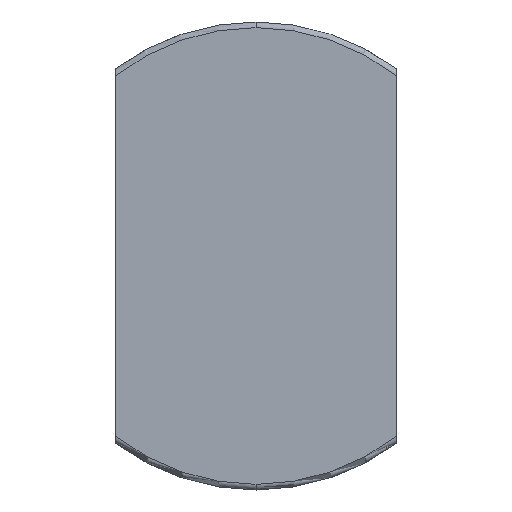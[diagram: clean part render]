
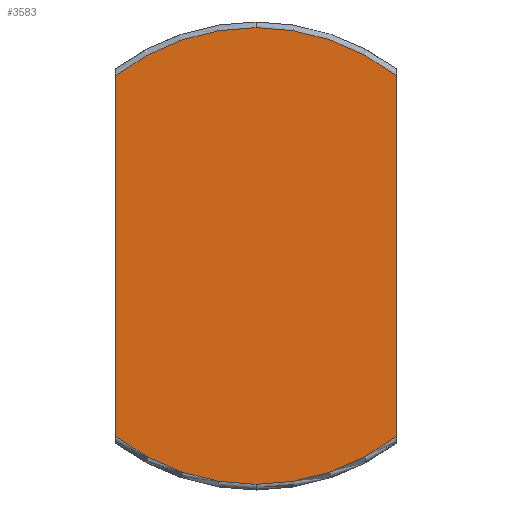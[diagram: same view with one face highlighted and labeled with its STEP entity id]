
A CAD part, front view. The second image highlights one B-rep face of the part: STEP entity #3583.
In plain terms, the highlighted planar face has unit normal (0, -1, 0).
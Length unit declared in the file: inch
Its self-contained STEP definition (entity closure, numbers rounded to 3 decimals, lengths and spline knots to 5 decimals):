
#100 = CARTESIAN_POINT ( 'NONE',  ( 0., 0., 0.61 ) ) ;
#287 = DIRECTION ( 'NONE',  ( 0., 1., 0. ) ) ;
#347 = CARTESIAN_POINT ( 'NONE',  ( -0.375, 0., 0.48112 ) ) ;
#647 = CARTESIAN_POINT ( 'NONE',  ( 0.375, 0., -0.48112 ) ) ;
#1109 = CARTESIAN_POINT ( 'NONE',  ( 0., 0., 0. ) ) ;
#1310 = VERTEX_POINT ( 'NONE', #5115 ) ;
#1322 = EDGE_CURVE ( 'NONE', #1366, #5102, #8980, .T. ) ;
#1340 = ORIENTED_EDGE ( 'NONE', *, *, #2696, .F. ) ;
#1366 = VERTEX_POINT ( 'NONE', #9798 ) ;
#1410 = CIRCLE ( 'NONE', #9179, 0.61 ) ;
#1483 = CARTESIAN_POINT ( 'NONE',  ( 0., 0., 0. ) ) ;
#1811 = EDGE_CURVE ( 'NONE', #1366, #3459, #2158, .T. ) ;
#2146 = DIRECTION ( 'NONE',  ( 0., 0., 1. ) ) ;
#2158 = CIRCLE ( 'NONE', #9739, 0.61 ) ;
#2174 = CIRCLE ( 'NONE', #4154, 0.61 ) ;
#2340 = ORIENTED_EDGE ( 'NONE', *, *, #1322, .F. ) ;
#2543 = DIRECTION ( 'NONE',  ( 0., -1., 0. ) ) ;
#2553 = ORIENTED_EDGE ( 'NONE', *, *, #3958, .T. ) ;
#2696 = EDGE_CURVE ( 'NONE', #7707, #8969, #11778, .T. ) ;
#2930 = ORIENTED_EDGE ( 'NONE', *, *, #1811, .T. ) ;
#2968 = CIRCLE ( 'NONE', #9356, 0.61 ) ;
#3459 = VERTEX_POINT ( 'NONE', #100 ) ;
#3583 = ADVANCED_FACE ( 'NONE', ( #8849 ), #10846, .F. ) ;
#3958 = EDGE_CURVE ( 'NONE', #7707, #1310, #2174, .T. ) ;
#4154 = AXIS2_PLACEMENT_3D ( 'NONE', #6816, #10877, #8877 ) ;
#4235 = ORIENTED_EDGE ( 'NONE', *, *, #6803, .T. ) ;
#4347 = DIRECTION ( 'NONE',  ( 1., 0., 0. ) ) ;
#5102 = VERTEX_POINT ( 'NONE', #647 ) ;
#5115 = CARTESIAN_POINT ( 'NONE',  ( 0., 0., -0.61 ) ) ;
#5893 = CARTESIAN_POINT ( 'NONE',  ( -0.375, 0., -1.01092 ) ) ;
#6043 = CARTESIAN_POINT ( 'NONE',  ( 0.375, 0., 1.09582 ) ) ;
#6803 = EDGE_CURVE ( 'NONE', #1310, #5102, #2968, .T. ) ;
#6816 = CARTESIAN_POINT ( 'NONE',  ( 0., 0., 0. ) ) ;
#6949 = VECTOR ( 'NONE', #2146, 39.37008 ) ;
#7707 = VERTEX_POINT ( 'NONE', #10959 ) ;
#8535 = DIRECTION ( 'NONE',  ( 0., 0., 1. ) ) ;
#8588 = EDGE_LOOP ( 'NONE', ( #12282, #1340, #2553, #4235, #2340, #2930 ) ) ;
#8849 = FACE_OUTER_BOUND ( 'NONE', #8588, .T. ) ;
#8877 = DIRECTION ( 'NONE',  ( 0., 0., 1. ) ) ;
#8953 = AXIS2_PLACEMENT_3D ( 'NONE', #1483, #287, #4347 ) ;
#8969 = VERTEX_POINT ( 'NONE', #347 ) ;
#8980 = LINE ( 'NONE', #6043, #10103 ) ;
#9179 = AXIS2_PLACEMENT_3D ( 'NONE', #11105, #2543, #10171 ) ;
#9356 = AXIS2_PLACEMENT_3D ( 'NONE', #10283, #10220, #11343 ) ;
#9601 = DIRECTION ( 'NONE',  ( 0., -1., 0. ) ) ;
#9739 = AXIS2_PLACEMENT_3D ( 'NONE', #1109, #9601, #8535 ) ;
#9798 = CARTESIAN_POINT ( 'NONE',  ( 0.375, 0., 0.48112 ) ) ;
#10103 = VECTOR ( 'NONE', #10790, 39.37008 ) ;
#10171 = DIRECTION ( 'NONE',  ( 0., 0., 1. ) ) ;
#10220 = DIRECTION ( 'NONE',  ( 0., -1., 0. ) ) ;
#10283 = CARTESIAN_POINT ( 'NONE',  ( 0., 0., 0. ) ) ;
#10473 = EDGE_CURVE ( 'NONE', #3459, #8969, #1410, .T. ) ;
#10790 = DIRECTION ( 'NONE',  ( 0., 0., -1. ) ) ;
#10846 = PLANE ( 'NONE',  #8953 ) ;
#10877 = DIRECTION ( 'NONE',  ( 0., -1., 0. ) ) ;
#10959 = CARTESIAN_POINT ( 'NONE',  ( -0.375, 0., -0.48112 ) ) ;
#11105 = CARTESIAN_POINT ( 'NONE',  ( 0., 0., 0. ) ) ;
#11343 = DIRECTION ( 'NONE',  ( 0., 0., 1. ) ) ;
#11778 = LINE ( 'NONE', #5893, #6949 ) ;
#12282 = ORIENTED_EDGE ( 'NONE', *, *, #10473, .T. ) ;
